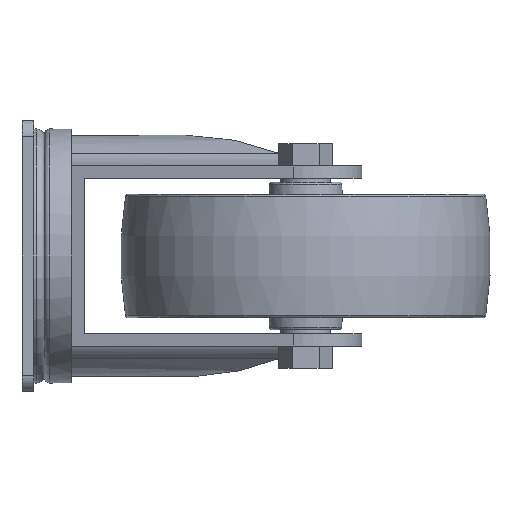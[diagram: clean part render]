
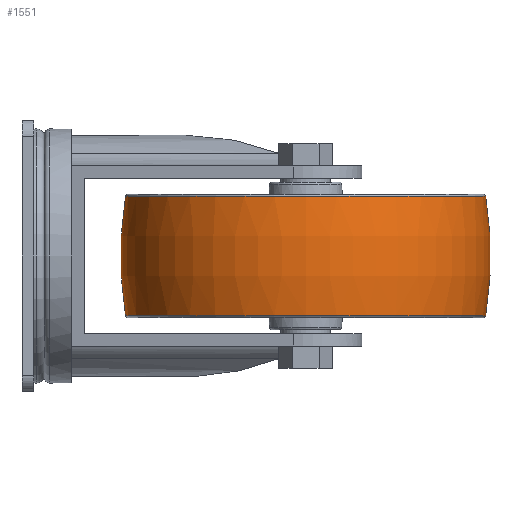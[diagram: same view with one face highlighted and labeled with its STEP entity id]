
A CAD part, left-side view. The second image highlights one B-rep face of the part: STEP entity #1551.
In plain terms, the highlighted toroidal (fillet/blend) face has major radius 75 mm and minor radius 150 mm.
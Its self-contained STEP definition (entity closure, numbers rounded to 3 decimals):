
#20=DEGENERATE_TOROIDAL_SURFACE('',#1729,75.,150.,
 .F.);
#723=ORIENTED_EDGE('',*,*,#939,.T.);
#724=ORIENTED_EDGE('',*,*,#938,.F.);
#938=EDGE_CURVE('',#1085,#1085,#1158,.T.);
#939=EDGE_CURVE('',#1086,#1086,#1159,.T.);
#1085=VERTEX_POINT('',#2665);
#1086=VERTEX_POINT('',#2668);
#1158=CIRCLE('',#1728,73.041);
#1159=CIRCLE('',#1730,73.041);
#1284=EDGE_LOOP('',(#723));
#1285=EDGE_LOOP('',(#724));
#1420=FACE_BOUND('',#1284,.T.);
#1421=FACE_BOUND('',#1285,.T.);
#1551=ADVANCED_FACE('',(#1420,#1421),#20,.F.);
#1728=AXIS2_PLACEMENT_3D('',#2664,#2174,#2175);
#1729=AXIS2_PLACEMENT_3D('',#2666,#2176,#2177);
#1730=AXIS2_PLACEMENT_3D('',#2667,#2178,#2179);
#2174=DIRECTION('',(0.,0.,-1.));
#2175=DIRECTION('',(-1.,0.,0.));
#2176=DIRECTION('',(0.,0.,-1.));
#2177=DIRECTION('',(-1.,0.,0.));
#2178=DIRECTION('',(0.,0.,-1.));
#2179=DIRECTION('',(-1.,0.,0.));
#2664=CARTESIAN_POINT('',(0.,0.,-24.161));
#2665=CARTESIAN_POINT('',(-73.041,0.,-24.161));
#2666=CARTESIAN_POINT('',(0.,0.,0.));
#2667=CARTESIAN_POINT('',(0.,0.,24.161));
#2668=CARTESIAN_POINT('',(-73.041,0.,24.161));
